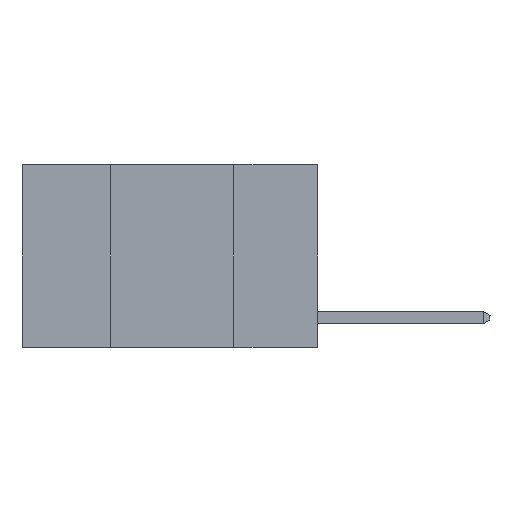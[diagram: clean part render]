
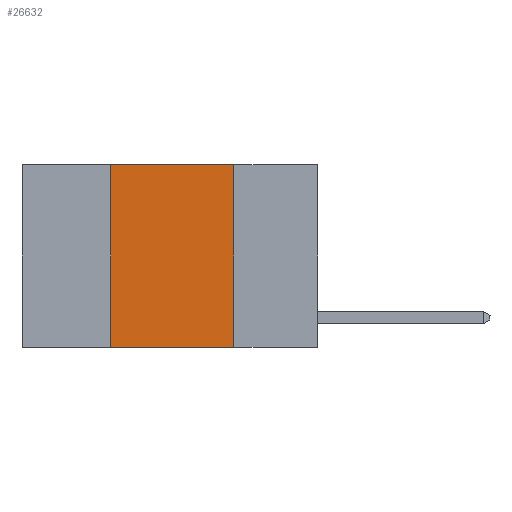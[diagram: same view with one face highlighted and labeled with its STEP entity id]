
A CAD part, left-side view. The second image highlights one B-rep face of the part: STEP entity #26632.
In plain terms, the highlighted planar face has unit normal (-1, 0, 0).
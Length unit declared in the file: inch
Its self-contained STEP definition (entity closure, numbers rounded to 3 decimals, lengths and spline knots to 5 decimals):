
#507 = EDGE_CURVE ( 'NONE', #23045, #8205, #17303, .T. ) ;
#791 = DIRECTION ( 'NONE',  ( 0., 0., -1. ) ) ;
#1207 = DIRECTION ( 'NONE',  ( 0., -1., 0. ) ) ;
#1656 = DIRECTION ( 'NONE',  ( 0., -1., 0. ) ) ;
#3102 = CARTESIAN_POINT ( 'NONE',  ( 0., 0.6, -0.37 ) ) ;
#3453 = PLANE ( 'NONE',  #12106 ) ;
#3621 = LINE ( 'NONE', #9350, #25899 ) ;
#3878 = VERTEX_POINT ( 'NONE', #16952 ) ;
#4624 = EDGE_LOOP ( 'NONE', ( #18142, #23095, #24481, #20016 ) ) ;
#4795 = EDGE_CURVE ( 'NONE', #23045, #3878, #13358, .T. ) ;
#5553 = CARTESIAN_POINT ( 'NONE',  ( 0., 0.17, -0.37 ) ) ;
#7767 = DIRECTION ( 'NONE',  ( 1., 0., 0. ) ) ;
#8205 = VERTEX_POINT ( 'NONE', #5553 ) ;
#9350 = CARTESIAN_POINT ( 'NONE',  ( 0., 0.17, 0. ) ) ;
#11339 = FACE_OUTER_BOUND ( 'NONE', #4624, .T. ) ;
#11579 = VECTOR ( 'NONE', #1207, 39.37008 ) ;
#11921 = CARTESIAN_POINT ( 'NONE',  ( 0., 0.42, 0. ) ) ;
#12106 = AXIS2_PLACEMENT_3D ( 'NONE', #20685, #7767, #22845 ) ;
#13358 = LINE ( 'NONE', #11921, #24163 ) ;
#14921 = EDGE_CURVE ( 'NONE', #17751, #8205, #3621, .T. ) ;
#16546 = CARTESIAN_POINT ( 'NONE',  ( 0., 0.17, 0. ) ) ;
#16952 = CARTESIAN_POINT ( 'NONE',  ( 0., 0.42, 0. ) ) ;
#17303 = LINE ( 'NONE', #3102, #11579 ) ;
#17751 = VERTEX_POINT ( 'NONE', #16546 ) ;
#18142 = ORIENTED_EDGE ( 'NONE', *, *, #14921, .F. ) ;
#20016 = ORIENTED_EDGE ( 'NONE', *, *, #507, .T. ) ;
#20685 = CARTESIAN_POINT ( 'NONE',  ( 0., 0.6, 0. ) ) ;
#20899 = EDGE_CURVE ( 'NONE', #3878, #17751, #27078, .T. ) ;
#21315 = VECTOR ( 'NONE', #1656, 39.37008 ) ;
#21503 = CARTESIAN_POINT ( 'NONE',  ( 0., 0.42, -0.37 ) ) ;
#22633 = DIRECTION ( 'NONE',  ( 0., 0., 1. ) ) ;
#22845 = DIRECTION ( 'NONE',  ( 0., 0., -1. ) ) ;
#23045 = VERTEX_POINT ( 'NONE', #21503 ) ;
#23095 = ORIENTED_EDGE ( 'NONE', *, *, #20899, .F. ) ;
#24163 = VECTOR ( 'NONE', #22633, 39.37008 ) ;
#24481 = ORIENTED_EDGE ( 'NONE', *, *, #4795, .F. ) ;
#25306 = CARTESIAN_POINT ( 'NONE',  ( 0., 0.6, 0. ) ) ;
#25899 = VECTOR ( 'NONE', #791, 39.37008 ) ;
#26632 = ADVANCED_FACE ( 'NONE', ( #11339 ), #3453, .F. ) ;
#27078 = LINE ( 'NONE', #25306, #21315 ) ;
